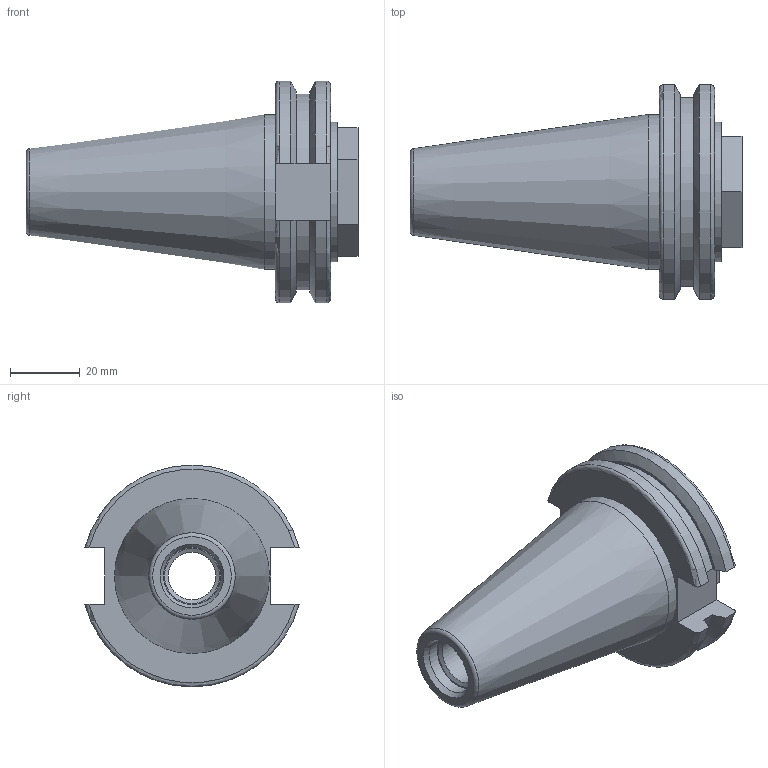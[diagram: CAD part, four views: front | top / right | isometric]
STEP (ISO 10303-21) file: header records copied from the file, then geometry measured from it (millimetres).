
FILE_DESCRIPTION(/* description */ (''),/* implementation_level */ '2;1');
FILE_NAME(/* name */ 'CAT40-ER32-0106.stp',/* time_stamp */ '2019-02-11T11:22:30-06:00',/* author */ ('Lee'),/* organization */ ('Pioneer N.A.'),/* preprocessor_version */ 'ST-DEVELOPER v17',/* originating_system */ 'Autodesk Inventor LT',/* authorisation */ '');
FILE_SCHEMA (('AUTOMOTIVE_DESIGN { 1 0 10303 214 3 1 1 }'));
Length unit declared in the file: millimetre
Products named in the file (1): CAT40-ER32-0106
Bounding box: 95.17 x 61.42 x 63.5 mm (x, y, z)
Volume: 75724.1 mm3; surface area: 26894.4 mm2
Topology: 2 solids, 2 shells, 74 faces, 215 edges, 153 vertices
Faces by surface type: plane 28, cylinder 20, cone 16, torus 10
Full cylindrical faces by diameter (mm): 6.35 x2, 12.7 x1, 13.62 x1, 16.472 x1, 22.195 x1, 23.415 x1, 23.7 x1, 27 x1, 34.2 x1, 38.526 x1, 40 x1, 40.386 x1, 44.45 x1
Entity records: 2632 total; most frequent: CARTESIAN_POINT 529, DIRECTION 464, ORIENTED_EDGE 426, EDGE_CURVE 213, AXIS2_PLACEMENT_3D 192, VERTEX_POINT 153, CIRCLE 117, EDGE_LOOP 88
